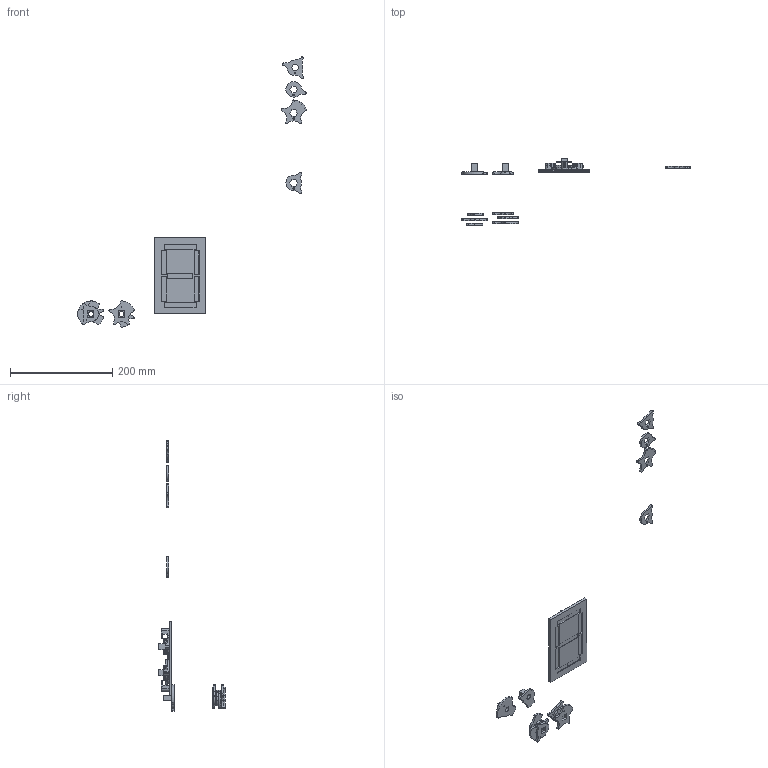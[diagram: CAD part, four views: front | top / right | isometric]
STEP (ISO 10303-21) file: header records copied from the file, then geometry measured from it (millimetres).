
FILE_DESCRIPTION(/* description */ (''),/* implementation_level */ '2;1');
FILE_NAME(/* name */ 'prototype2.step',/* time_stamp */ '2019-02-04T20:11:52+01:00',/* author */ ('swepet'),/* organization */ (''),/* preprocessor_version */ 'ST-DEVELOPER v17.2',/* originating_system */ 'Autodesk Translation Framework v7.6.0.251',/* authorisation */ '');
FILE_SCHEMA (('AUTOMOTIVE_DESIGN { 1 0 10303 214 3 1 1 }'));
Products named in the file (34): Display_Wheel_1; wheels; 4_1; 4_2; 5; 1; 2; 3; 6; 7; MecDispFinal1; center_digit; center_digit_knob; short_digit; medium_digit; tall_digit; short_digit (1); medium_digit (1); tall_digit (1); short_knob; medium_knob; long_knob; short_knob (1); medium_knob (2); long_knob (3); w_top; w_bot_left; w_bot_right; w_bot_bot; bottom (1); Base; 4_1_1; 4_2_1; 2_1
Assembly tree (33 placements, depth 3):
  Display_Wheel_1
    wheels
      4_1
      4_2
      5
      1
      2
      3
      6
      7
    MecDispFinal1
      center_digit
      center_digit_knob
      short_digit
      medium_digit
      tall_digit
      short_digit (1)
      medium_digit (1)
      tall_digit (1)
      short_knob
      medium_knob
      long_knob
      short_knob (1)
      medium_knob (2)
      long_knob (3)
      w_top
      w_bot_left
      w_bot_right
      w_bot_bot
      bottom (1)
      Base
      4_1_1
      4_2_1
      2_1
Bounding box: 447.77 x 129.5 x 529.61 mm (x, y, z)
Volume: 140341.9 mm3; surface area: 126031.4 mm2
Topology: 31 solids, 31 shells, 3220 faces, 8924 edges, 5944 vertices
Faces by surface type: bspline 1969, plane 1066, cylinder 185
Full cylindrical faces by diameter (mm): 3 x4, 5 x2, 9.5 x2, 10 x4
Entity records: 121937 total; most frequent: CARTESIAN_POINT 51630, ORIENTED_EDGE 17852, EDGE_CURVE 8926, DIRECTION 7994, VERTEX_POINT 5944, LINE 4618, VECTOR 4618, B_SPLINE_CURVE_WITH_KNOTS 3938
